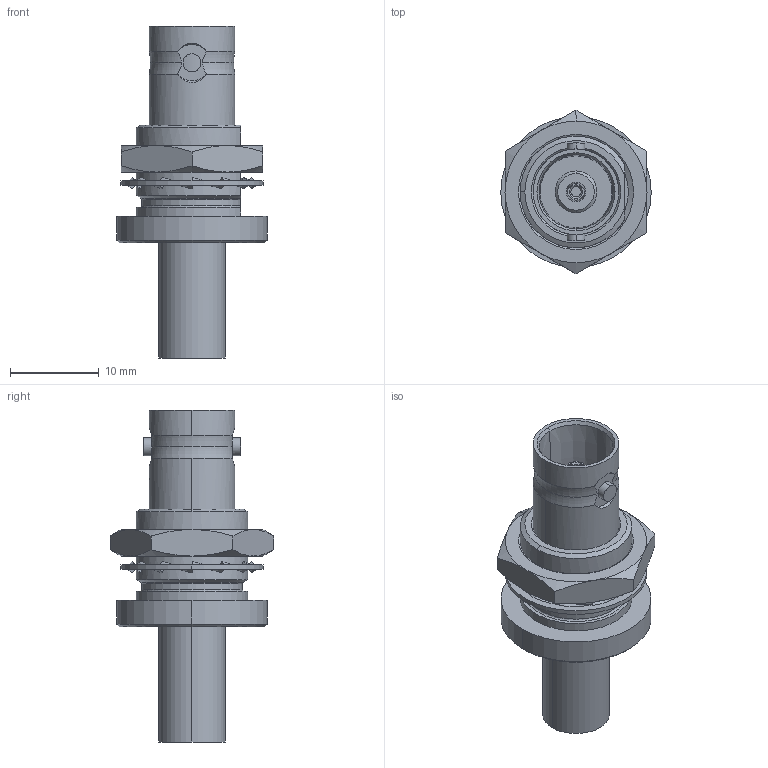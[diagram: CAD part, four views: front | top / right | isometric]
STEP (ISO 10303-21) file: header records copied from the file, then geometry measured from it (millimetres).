
FILE_DESCRIPTION (( 'STEP AP214' ), '1' );
FILE_NAME ('J01003A0001.STEP', '2011-01-11T09:12:28', ( 'markiewicz' ), ( '' ), 'SwSTEP 2.0', 'SolidWorks 2010', '' );
FILE_SCHEMA (( 'AUTOMOTIVE_DESIGN' ));
Length unit declared in the file: millimetre
Products named in the file (1): J01003A0001
Bounding box: 17 x 18.48 x 37.5 mm (x, y, z)
Volume: 2870 mm3; surface area: 2872.7 mm2
Topology: 3 solids, 3 shells, 235 faces, 577 edges, 369 vertices
Faces by surface type: plane 89, cylinder 51, cone 49, bspline 36, torus 10
Entity records: 10239 total; most frequent: CARTESIAN_POINT 2392, ORIENTED_EDGE 1154, DIRECTION 987, EDGE_CURVE 577, VERTEX_POINT 369, AXIS2_PLACEMENT_3D 360, VECTOR 267, LINE 267
